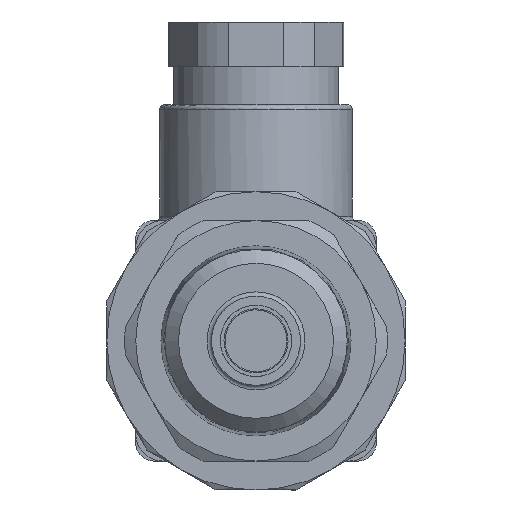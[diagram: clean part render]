
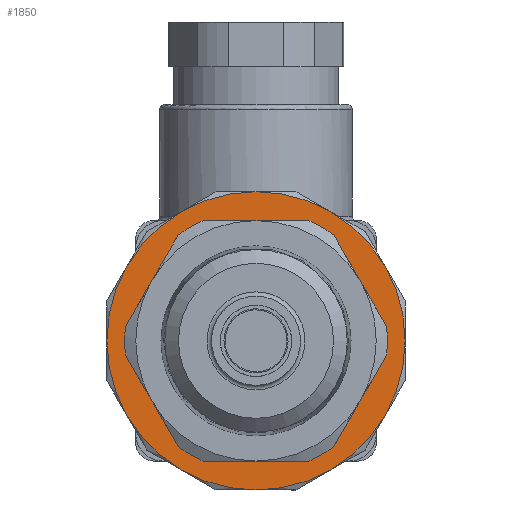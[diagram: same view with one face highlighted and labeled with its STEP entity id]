
A CAD part, front view. The second image highlights one B-rep face of the part: STEP entity #1850.
In plain terms, the highlighted planar face has unit normal (0, -1, 0).
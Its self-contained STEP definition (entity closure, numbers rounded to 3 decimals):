
#1096=CARTESIAN_POINT('',(-8.375,29.755,-14.506));
#1097=VERTEX_POINT('',#1096);
#1425=CARTESIAN_POINT('',(0.,29.755,16.75));
#1426=VERTEX_POINT('',#1425);
#1440=CARTESIAN_POINT('',(8.375,29.755,14.506));
#1441=VERTEX_POINT('',#1440);
#1442=CARTESIAN_POINT('',(0.,29.755,0.));
#1443=DIRECTION('',(0.,-1.0,0.));
#1444=DIRECTION('',(-0.259,0.,-0.966));
#1445=AXIS2_PLACEMENT_3D('',#1442,#1443,#1444);
#1446=CIRCLE('',#1445,16.75);
#1447=EDGE_CURVE('',#1441,#1426,#1446,.T.);
#1732=CARTESIAN_POINT('',(-12.545,29.755,3.362));
#1733=VERTEX_POINT('',#1732);
#1734=CARTESIAN_POINT('',(0.,29.755,0.));
#1735=DIRECTION('',(0.,-1.0,0.));
#1736=DIRECTION('',(0.966,0.,-0.259));
#1737=AXIS2_PLACEMENT_3D('',#1734,#1735,#1736);
#1738=CIRCLE('',#1737,12.988);
#1739=EDGE_CURVE('',#1733,#1733,#1738,.T.);
#1744=CARTESIAN_POINT('',(0.,29.755,0.));
#1745=DIRECTION('',(0.0,-1.0,0.0));
#1746=DIRECTION('',(-0.966,0.0,0.259));
#1747=AXIS2_PLACEMENT_3D('',#1744,#1745,#1746);
#1748=PLANE('',#1747);
#1749=CARTESIAN_POINT('',(0.,29.755,-16.75));
#1750=VERTEX_POINT('',#1749);
#1751=CARTESIAN_POINT('',(0.,29.755,0.));
#1752=DIRECTION('',(0.,-1.0,0.));
#1753=DIRECTION('',(-0.259,0.,-0.966));
#1754=AXIS2_PLACEMENT_3D('',#1751,#1752,#1753);
#1755=CIRCLE('',#1754,16.75);
#1756=EDGE_CURVE('',#1097,#1750,#1755,.T.);
#1757=ORIENTED_EDGE('',*,*,#1756,.T.);
#1758=CARTESIAN_POINT('',(8.375,29.755,-14.506));
#1759=VERTEX_POINT('',#1758);
#1760=CARTESIAN_POINT('',(0.,29.755,0.));
#1761=DIRECTION('',(0.,-1.0,0.));
#1762=DIRECTION('',(-0.259,0.,-0.966));
#1763=AXIS2_PLACEMENT_3D('',#1760,#1761,#1762);
#1764=CIRCLE('',#1763,16.75);
#1765=EDGE_CURVE('',#1750,#1759,#1764,.T.);
#1766=ORIENTED_EDGE('',*,*,#1765,.T.);
#1767=CARTESIAN_POINT('',(14.506,29.755,-8.375));
#1768=VERTEX_POINT('',#1767);
#1769=CARTESIAN_POINT('',(0.,29.755,0.));
#1770=DIRECTION('',(0.,-1.0,0.));
#1771=DIRECTION('',(-0.259,0.,-0.966));
#1772=AXIS2_PLACEMENT_3D('',#1769,#1770,#1771);
#1773=CIRCLE('',#1772,16.75);
#1774=EDGE_CURVE('',#1759,#1768,#1773,.T.);
#1775=ORIENTED_EDGE('',*,*,#1774,.T.);
#1776=CARTESIAN_POINT('',(16.75,29.755,0.));
#1777=VERTEX_POINT('',#1776);
#1778=CARTESIAN_POINT('',(0.,29.755,0.));
#1779=DIRECTION('',(0.,-1.0,0.));
#1780=DIRECTION('',(-0.259,0.,-0.966));
#1781=AXIS2_PLACEMENT_3D('',#1778,#1779,#1780);
#1782=CIRCLE('',#1781,16.75);
#1783=EDGE_CURVE('',#1768,#1777,#1782,.T.);
#1784=ORIENTED_EDGE('',*,*,#1783,.T.);
#1785=CARTESIAN_POINT('',(14.506,29.755,8.375));
#1786=VERTEX_POINT('',#1785);
#1787=CARTESIAN_POINT('',(0.,29.755,0.));
#1788=DIRECTION('',(0.,-1.0,0.));
#1789=DIRECTION('',(-0.259,0.,-0.966));
#1790=AXIS2_PLACEMENT_3D('',#1787,#1788,#1789);
#1791=CIRCLE('',#1790,16.75);
#1792=EDGE_CURVE('',#1777,#1786,#1791,.T.);
#1793=ORIENTED_EDGE('',*,*,#1792,.T.);
#1794=CARTESIAN_POINT('',(0.,29.755,0.));
#1795=DIRECTION('',(0.,-1.0,0.));
#1796=DIRECTION('',(-0.259,0.,-0.966));
#1797=AXIS2_PLACEMENT_3D('',#1794,#1795,#1796);
#1798=CIRCLE('',#1797,16.75);
#1799=EDGE_CURVE('',#1786,#1441,#1798,.T.);
#1800=ORIENTED_EDGE('',*,*,#1799,.T.);
#1801=ORIENTED_EDGE('',*,*,#1447,.T.);
#1802=CARTESIAN_POINT('',(-8.375,29.755,14.506));
#1803=VERTEX_POINT('',#1802);
#1804=CARTESIAN_POINT('',(0.,29.755,0.));
#1805=DIRECTION('',(0.,-1.0,0.));
#1806=DIRECTION('',(-0.259,0.,-0.966));
#1807=AXIS2_PLACEMENT_3D('',#1804,#1805,#1806);
#1808=CIRCLE('',#1807,16.75);
#1809=EDGE_CURVE('',#1426,#1803,#1808,.T.);
#1810=ORIENTED_EDGE('',*,*,#1809,.T.);
#1811=CARTESIAN_POINT('',(-14.506,29.755,8.375));
#1812=VERTEX_POINT('',#1811);
#1813=CARTESIAN_POINT('',(0.,29.755,0.));
#1814=DIRECTION('',(0.,-1.0,0.));
#1815=DIRECTION('',(-0.259,0.,-0.966));
#1816=AXIS2_PLACEMENT_3D('',#1813,#1814,#1815);
#1817=CIRCLE('',#1816,16.75);
#1818=EDGE_CURVE('',#1803,#1812,#1817,.T.);
#1819=ORIENTED_EDGE('',*,*,#1818,.T.);
#1820=CARTESIAN_POINT('',(-16.75,29.755,0.));
#1821=VERTEX_POINT('',#1820);
#1822=CARTESIAN_POINT('',(0.,29.755,0.));
#1823=DIRECTION('',(0.,-1.0,0.));
#1824=DIRECTION('',(-0.259,0.,-0.966));
#1825=AXIS2_PLACEMENT_3D('',#1822,#1823,#1824);
#1826=CIRCLE('',#1825,16.75);
#1827=EDGE_CURVE('',#1812,#1821,#1826,.T.);
#1828=ORIENTED_EDGE('',*,*,#1827,.T.);
#1829=CARTESIAN_POINT('',(-14.506,29.755,-8.375));
#1830=VERTEX_POINT('',#1829);
#1831=CARTESIAN_POINT('',(0.,29.755,0.));
#1832=DIRECTION('',(0.,-1.0,0.));
#1833=DIRECTION('',(-0.259,0.,-0.966));
#1834=AXIS2_PLACEMENT_3D('',#1831,#1832,#1833);
#1835=CIRCLE('',#1834,16.75);
#1836=EDGE_CURVE('',#1821,#1830,#1835,.T.);
#1837=ORIENTED_EDGE('',*,*,#1836,.T.);
#1838=CARTESIAN_POINT('',(0.,29.755,0.));
#1839=DIRECTION('',(0.,-1.0,0.));
#1840=DIRECTION('',(-0.259,0.,-0.966));
#1841=AXIS2_PLACEMENT_3D('',#1838,#1839,#1840);
#1842=CIRCLE('',#1841,16.75);
#1843=EDGE_CURVE('',#1830,#1097,#1842,.T.);
#1844=ORIENTED_EDGE('',*,*,#1843,.T.);
#1845=EDGE_LOOP('',(#1757,#1766,#1775,#1784,#1793,#1800,#1801,#1810,#1819,#1828,#1837,#1844));
#1846=FACE_OUTER_BOUND('',#1845,.T.);
#1847=ORIENTED_EDGE('',*,*,#1739,.F.);
#1848=EDGE_LOOP('',(#1847));
#1849=FACE_BOUND('',#1848,.T.);
#1850=ADVANCED_FACE('',(#1846,#1849),#1748,.T.);
